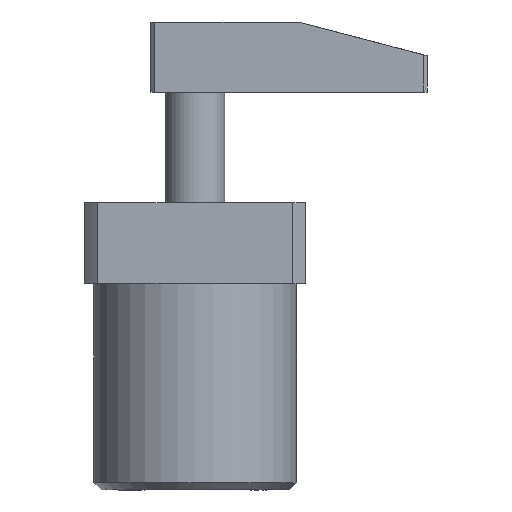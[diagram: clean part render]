
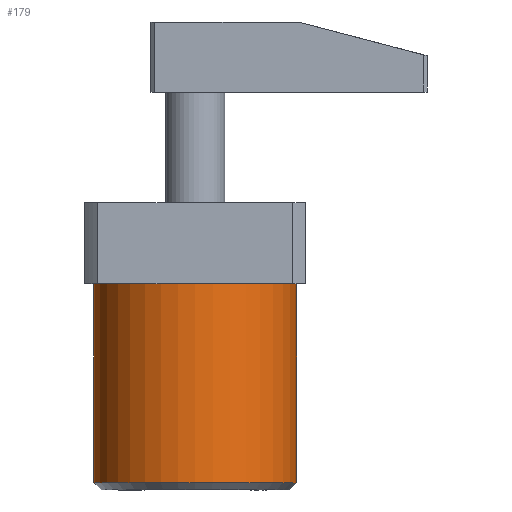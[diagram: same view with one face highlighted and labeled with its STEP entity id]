
A CAD part, front view. The second image highlights one B-rep face of the part: STEP entity #179.
In plain terms, the highlighted cylindrical face has radius 27.5 mm (diameter 55 mm), a partial arc.
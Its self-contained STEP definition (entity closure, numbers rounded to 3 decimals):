
#142 = CARTESIAN_POINT ( 'NONE',  ( 0., 0., -56. ) ) ;
#161 = DIRECTION ( 'NONE',  ( 1., 0., 0. ) ) ;
#164 = DIRECTION ( 'NONE',  ( 0., 0., 1. ) ) ;
#179 = ADVANCED_FACE ( 'NONE', ( #3961 ), #3956, .T. ) ;
#626 = AXIS2_PLACEMENT_3D ( 'NONE', #4123, #4125, #4128 ) ;
#640 = AXIS2_PLACEMENT_3D ( 'NONE', #4028, #4027, #4026 ) ;
#1027 = DIRECTION ( 'NONE',  ( 0., 0., 1. ) ) ;
#1031 = DIRECTION ( 'NONE',  ( 0., 0., 1. ) ) ;
#1047 = CARTESIAN_POINT ( 'NONE',  ( -27.5, 0., -56. ) ) ;
#1052 = CARTESIAN_POINT ( 'NONE',  ( 27.5, 0., -56. ) ) ;
#1409 = CARTESIAN_POINT ( 'NONE',  ( 27.5, 0., -54. ) ) ;
#1444 = CARTESIAN_POINT ( 'NONE',  ( -27.5, 0., -54. ) ) ;
#1453 = CARTESIAN_POINT ( 'NONE',  ( 27.5, 0., 0. ) ) ;
#1459 = CARTESIAN_POINT ( 'NONE',  ( -27.5, 0., 0. ) ) ;
#2202 = CIRCLE ( 'NONE', #626, 27.5 ) ;
#2278 = CIRCLE ( 'NONE', #640, 27.5 ) ;
#2619 = EDGE_LOOP ( 'NONE', ( #4533, #4531, #4530, #4528 ) ) ;
#2827 = EDGE_CURVE ( 'NONE', #5022, #5604, #3310, .T. ) ;
#2829 = EDGE_CURVE ( 'NONE', #5595, #5610, #3306, .T. ) ;
#2906 = EDGE_CURVE ( 'NONE', #5604, #5610, #2202, .T. ) ;
#2936 = EDGE_CURVE ( 'NONE', #5595, #5022, #2278, .T. ) ;
#3165 = AXIS2_PLACEMENT_3D ( 'NONE', #142, #164, #161 ) ;
#3302 = VECTOR ( 'NONE', #1031, 1000. ) ;
#3305 = VECTOR ( 'NONE', #1027, 1000. ) ;
#3306 = LINE ( 'NONE', #1047, #3302 ) ;
#3310 = LINE ( 'NONE', #1052, #3305 ) ;
#3956 = CYLINDRICAL_SURFACE ( 'NONE', #3165, 27.5 ) ;
#3961 = FACE_OUTER_BOUND ( 'NONE', #2619, .T. ) ;
#4026 = DIRECTION ( 'NONE',  ( -1., 0., 0. ) ) ;
#4027 = DIRECTION ( 'NONE',  ( 0., 0., 1. ) ) ;
#4028 = CARTESIAN_POINT ( 'NONE',  ( 0., 0., -54. ) ) ;
#4123 = CARTESIAN_POINT ( 'NONE',  ( 0., 0., 0. ) ) ;
#4125 = DIRECTION ( 'NONE',  ( 0., 0., -1. ) ) ;
#4128 = DIRECTION ( 'NONE',  ( 1., 0., 0. ) ) ;
#4528 = ORIENTED_EDGE ( 'NONE', *, *, #2906, .T. ) ;
#4530 = ORIENTED_EDGE ( 'NONE', *, *, #2827, .T. ) ;
#4531 = ORIENTED_EDGE ( 'NONE', *, *, #2936, .T. ) ;
#4533 = ORIENTED_EDGE ( 'NONE', *, *, #2829, .F. ) ;
#5022 = VERTEX_POINT ( 'NONE', #1409 ) ;
#5595 = VERTEX_POINT ( 'NONE', #1444 ) ;
#5604 = VERTEX_POINT ( 'NONE', #1453 ) ;
#5610 = VERTEX_POINT ( 'NONE', #1459 ) ;
